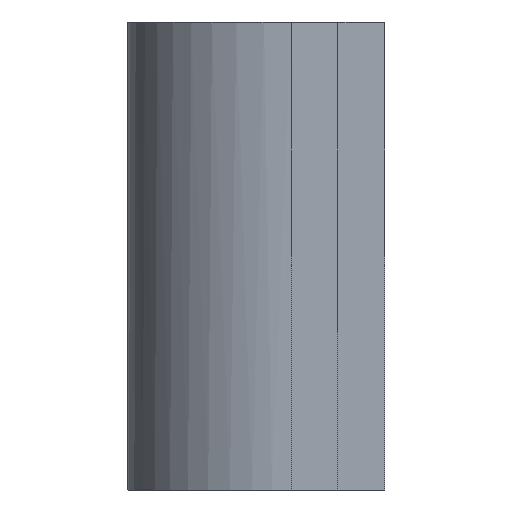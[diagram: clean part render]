
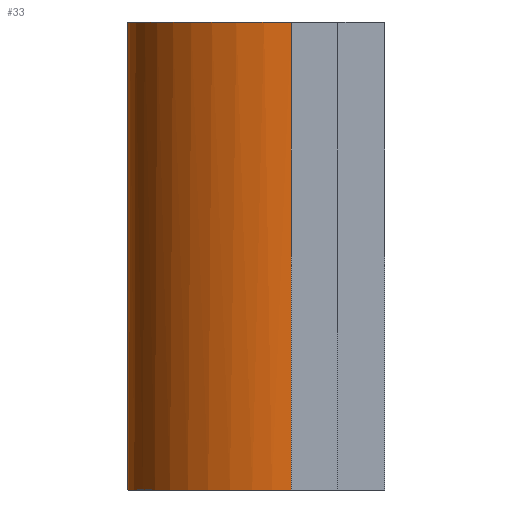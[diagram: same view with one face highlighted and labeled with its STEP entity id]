
A CAD part, left-side view. The second image highlights one B-rep face of the part: STEP entity #33.
In plain terms, the highlighted free-form (B-spline) face has degree [2, 1] with [9, 2] control points.
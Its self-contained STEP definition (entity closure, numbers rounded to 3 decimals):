
#33=ADVANCED_FACE('',(#51),#302,.T.);
#51=FACE_OUTER_BOUND('',#71,.T.);
#71=EDGE_LOOP('',(#161,#162,#163,#164));
#161=ORIENTED_EDGE('',*,*,#213,.T.);
#162=ORIENTED_EDGE('',*,*,#191,.F.);
#163=ORIENTED_EDGE('',*,*,#214,.T.);
#164=ORIENTED_EDGE('',*,*,#180,.T.);
#180=EDGE_CURVE('',#286,#285,#240,.T.);
#191=EDGE_CURVE('',#294,#293,#251,.T.);
#213=EDGE_CURVE('',#285,#293,#227,.T.);
#214=EDGE_CURVE('',#294,#286,#228,.T.);
#227=(
BOUNDED_CURVE()
B_SPLINE_CURVE(2,(#624,#625,#626,#627,#628),.UNSPECIFIED.,.F.,.F.)
B_SPLINE_CURVE_WITH_KNOTS((3,2,3),(0.,10.751,21.502),
 .UNSPECIFIED.)
CURVE()
GEOMETRIC_REPRESENTATION_ITEM()
RATIONAL_B_SPLINE_CURVE((1.,0.719,1.,0.719,1.))
REPRESENTATION_ITEM('')
);
#228=(
BOUNDED_CURVE()
B_SPLINE_CURVE(2,(#629,#630,#631,#632,#633),.UNSPECIFIED.,.F.,.F.)
B_SPLINE_CURVE_WITH_KNOTS((3,2,3),(-21.502,-10.751,
0.),.UNSPECIFIED.)
CURVE()
GEOMETRIC_REPRESENTATION_ITEM()
RATIONAL_B_SPLINE_CURVE((1.,0.719,1.,0.719,1.))
REPRESENTATION_ITEM('')
);
#240=B_SPLINE_CURVE_WITH_KNOTS('',1,(#544,#545),.UNSPECIFIED.,.F.,.F.,(2,
2),(0.,20.),.UNSPECIFIED.);
#251=B_SPLINE_CURVE_WITH_KNOTS('',1,(#566,#567),.UNSPECIFIED.,.F.,.F.,(2,
2),(-20.,0.),.UNSPECIFIED.);
#285=VERTEX_POINT('',#510);
#286=VERTEX_POINT('',#511);
#293=VERTEX_POINT('',#518);
#294=VERTEX_POINT('',#519);
#302=(
BOUNDED_SURFACE()
B_SPLINE_SURFACE(2,1,((#471,#472),(#473,#474),(#475,#476),(#477,#478),(#479,
#480),(#481,#482),(#483,#484),(#485,#486),(#487,#488)),.UNSPECIFIED.,.T.,
 .F.,.F.)
B_SPLINE_SURFACE_WITH_KNOTS((3,2,2,2,3),(2,2),(0.,1.571,3.142,
4.712,6.283),(0.,24.002),.UNSPECIFIED.)
GEOMETRIC_REPRESENTATION_ITEM()
RATIONAL_B_SPLINE_SURFACE(((1.,1.),(0.707,0.707),
(1.,1.),(0.707,0.707),(1.,1.),(0.707,
0.707),(1.,1.),(0.707,0.707),(1.,1.)))
REPRESENTATION_ITEM('')
SURFACE()
);
#471=CARTESIAN_POINT('',(7.,0.,-12.001));
#472=CARTESIAN_POINT('',(7.,0.,12.001));
#473=CARTESIAN_POINT('',(7.,7.,-12.001));
#474=CARTESIAN_POINT('',(7.,7.,12.001));
#475=CARTESIAN_POINT('',(0.,7.,-12.001));
#476=CARTESIAN_POINT('',(0.,7.,12.001));
#477=CARTESIAN_POINT('',(-7.,7.,-12.001));
#478=CARTESIAN_POINT('',(-7.,7.,12.001));
#479=CARTESIAN_POINT('',(-7.,0.,-12.001));
#480=CARTESIAN_POINT('',(-7.,0.,12.001));
#481=CARTESIAN_POINT('',(-7.,-7.,-12.001));
#482=CARTESIAN_POINT('',(-7.,-7.,12.001));
#483=CARTESIAN_POINT('',(0.,-7.,-12.001));
#484=CARTESIAN_POINT('',(0.,-7.,12.001));
#485=CARTESIAN_POINT('',(7.,-7.,-12.001));
#486=CARTESIAN_POINT('',(7.,-7.,12.001));
#487=CARTESIAN_POINT('',(7.,0.,-12.001));
#488=CARTESIAN_POINT('',(7.,0.,12.001));
#510=CARTESIAN_POINT('',(6.983,0.488,-10.));
#511=CARTESIAN_POINT('',(6.983,0.488,10.));
#518=CARTESIAN_POINT('',(-7.,0.,-10.));
#519=CARTESIAN_POINT('',(-7.,0.,10.));
#544=CARTESIAN_POINT('',(6.983,0.488,10.));
#545=CARTESIAN_POINT('',(6.983,0.488,-10.));
#566=CARTESIAN_POINT('',(-7.,0.,10.));
#567=CARTESIAN_POINT('',(-7.,0.,-10.));
#624=CARTESIAN_POINT('',(6.983,0.488,-10.));
#625=CARTESIAN_POINT('',(6.511,7.232,-10.));
#626=CARTESIAN_POINT('',(-0.244,6.996,-10.));
#627=CARTESIAN_POINT('',(-7.,6.76,-10.));
#628=CARTESIAN_POINT('',(-7.,0.,-10.));
#629=CARTESIAN_POINT('',(-7.,0.,10.));
#630=CARTESIAN_POINT('',(-7.,6.76,10.));
#631=CARTESIAN_POINT('',(-0.244,6.996,10.));
#632=CARTESIAN_POINT('',(6.511,7.232,10.));
#633=CARTESIAN_POINT('',(6.983,0.488,10.));
